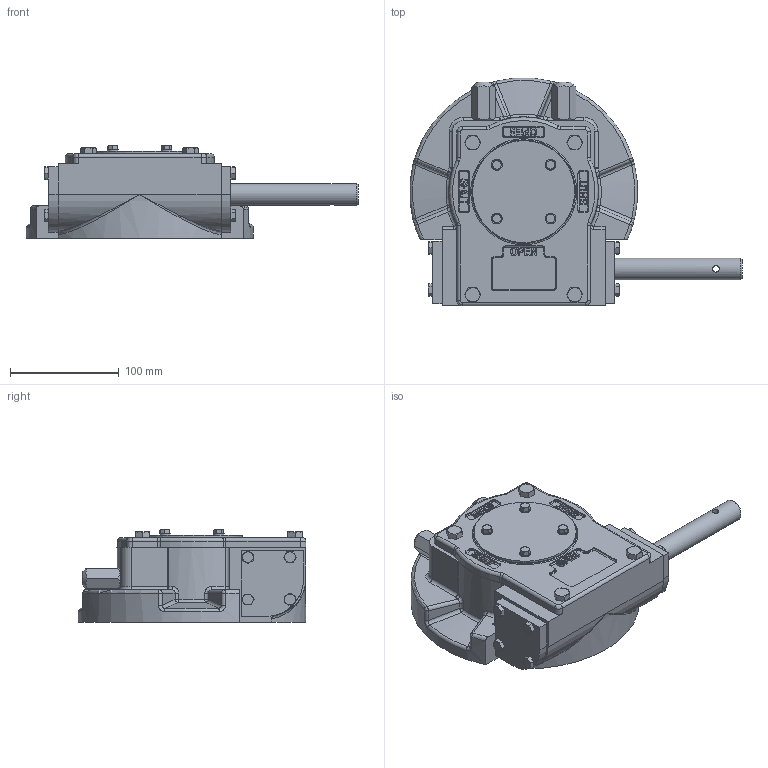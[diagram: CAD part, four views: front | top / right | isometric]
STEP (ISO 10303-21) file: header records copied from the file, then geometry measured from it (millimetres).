
FILE_DESCRIPTION( ( 'Unknown' ), '1' );
FILE_NAME( 'AB550G BU LB LH.stp', 'Unknown', ( 'Unknown' ), ( 'Unknown' ), 'PSStep 15.0.49', 'Unknown', ' ' );
FILE_SCHEMA( ( 'AUTOMOTIVE_DESIGN { 1 0 10303 214 1 1 1 1 }' ) );
Length unit declared in the file: millimetre
Products named in the file (1): D0091612055ZW
Bounding box: 305.66 x 209.66 x 85.4 mm (x, y, z)
Volume: 1730641.4 mm3; surface area: 255121.8 mm2
Topology: 1 solids, 32 shells, 1272 faces, 3218 edges, 2033 vertices
Faces by surface type: plane 494, cylinder 301, cone 215, torus 156, bspline 48, extrusion 30, sphere 28
Full cylindrical faces by diameter (mm): 3 x1, 3.242 x4, 5 x4, 5.6 x3, 6 x13, 6.647 x8, 7 x8, 8 x4, 9 x4, 10 x4, 10.2 x2, 16 x3, 20 x2, 20.5 x2, 23 x2, 24 x1, 25 x2, 25.2 x1, 26 x2, 57.15 x2, 59 x2, 60 x3, 68 x1, 94 x1
Entity records: 58466 total; most frequent: CARTESIAN_POINT 20133, ORIENTED_EDGE 5984, DIRECTION 5438, EDGE_CURVE 2992, AXIS2_PLACEMENT_3D 2249, VERTEX_POINT 1964, EDGE_LOOP 1488, FACE_OUTER_BOUND 1364
